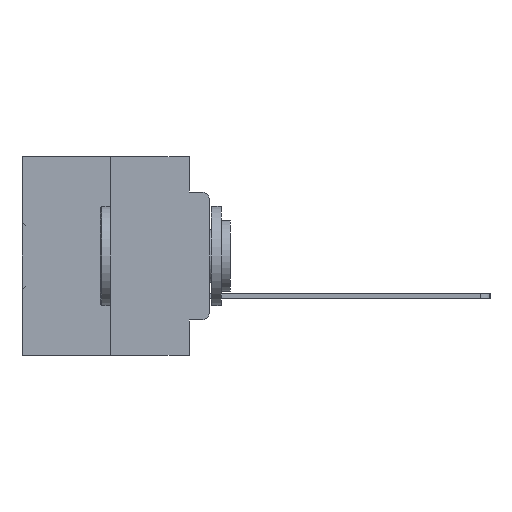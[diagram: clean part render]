
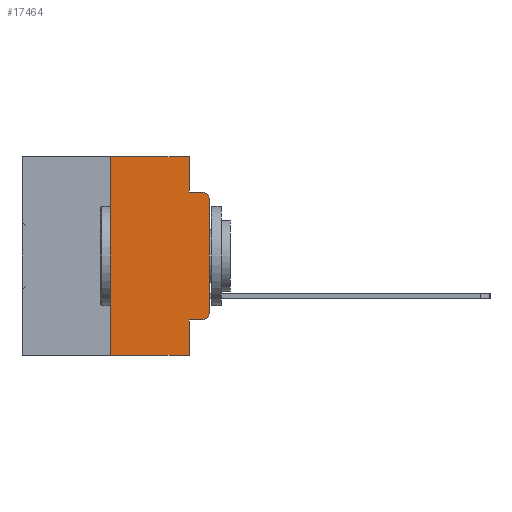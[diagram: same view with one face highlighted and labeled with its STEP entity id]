
A CAD part, left-side view. The second image highlights one B-rep face of the part: STEP entity #17464.
In plain terms, the highlighted planar face has unit normal (-1, 0, 0).
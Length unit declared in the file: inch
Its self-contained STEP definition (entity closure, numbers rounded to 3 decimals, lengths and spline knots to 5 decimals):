
#552 = VECTOR ( 'NONE', #23750, 39.37008 ) ;
#625 = CARTESIAN_POINT ( 'NONE',  ( 0., 0.051, -0.0885 ) ) ;
#909 = VERTEX_POINT ( 'NONE', #12191 ) ;
#1164 = VECTOR ( 'NONE', #24981, 39.37008 ) ;
#1376 = CARTESIAN_POINT ( 'NONE',  ( 0., 0.051, 0. ) ) ;
#1509 = DIRECTION ( 'NONE',  ( 0., 0., -1. ) ) ;
#2008 = VERTEX_POINT ( 'NONE', #19371 ) ;
#2097 = CARTESIAN_POINT ( 'NONE',  ( 0., 0.051, -0.4115 ) ) ;
#2227 = CARTESIAN_POINT ( 'NONE',  ( 0., 0.25, -0.5 ) ) ;
#3575 = EDGE_CURVE ( 'NONE', #5115, #909, #22427, .T. ) ;
#3661 = VERTEX_POINT ( 'NONE', #2227 ) ;
#4899 = ORIENTED_EDGE ( 'NONE', *, *, #13495, .T. ) ;
#5115 = VERTEX_POINT ( 'NONE', #25550 ) ;
#5889 = CARTESIAN_POINT ( 'NONE',  ( 0., 0.051, 0. ) ) ;
#5995 = CARTESIAN_POINT ( 'NONE',  ( 0., 0.051, 0. ) ) ;
#7412 = CARTESIAN_POINT ( 'NONE',  ( 0., 0., 0. ) ) ;
#7495 = DIRECTION ( 'NONE',  ( 1., 0., 0. ) ) ;
#8479 = LINE ( 'NONE', #5889, #1164 ) ;
#8697 = ORIENTED_EDGE ( 'NONE', *, *, #20777, .F. ) ;
#10155 = VERTEX_POINT ( 'NONE', #5995 ) ;
#10188 = CARTESIAN_POINT ( 'NONE',  ( 0., 0.02, -0.0885 ) ) ;
#10539 = DIRECTION ( 'NONE',  ( -1., 0., 0. ) ) ;
#11960 = CARTESIAN_POINT ( 'NONE',  ( 0., 0.473, 0. ) ) ;
#12191 = CARTESIAN_POINT ( 'NONE',  ( 0., 0., -0.1085 ) ) ;
#12656 = ORIENTED_EDGE ( 'NONE', *, *, #17163, .T. ) ;
#13239 = EDGE_LOOP ( 'NONE', ( #34988, #18585, #31698, #35021, #27108, #28819, #23620, #8697, #12656, #4899 ) ) ;
#13425 = VERTEX_POINT ( 'NONE', #10188 ) ;
#13495 = EDGE_CURVE ( 'NONE', #15515, #5115, #22491, .T. ) ;
#14395 = LINE ( 'NONE', #22540, #20762 ) ;
#14827 = AXIS2_PLACEMENT_3D ( 'NONE', #21134, #7495, #26602 ) ;
#15430 = VECTOR ( 'NONE', #23712, 39.37008 ) ;
#15515 = VERTEX_POINT ( 'NONE', #33276 ) ;
#15698 = PLANE ( 'NONE',  #14827 ) ;
#16096 = CARTESIAN_POINT ( 'NONE',  ( 0., 0.02, -0.1085 ) ) ;
#17132 = VERTEX_POINT ( 'NONE', #625 ) ;
#17163 = EDGE_CURVE ( 'NONE', #34018, #15515, #14395, .T. ) ;
#17464 = ADVANCED_FACE ( 'NONE', ( #18633 ), #15698, .F. ) ;
#18042 = VERTEX_POINT ( 'NONE', #18274 ) ;
#18274 = CARTESIAN_POINT ( 'NONE',  ( 0., 0.25, 0. ) ) ;
#18311 = CARTESIAN_POINT ( 'NONE',  ( 0., 0.051, -0.0885 ) ) ;
#18585 = ORIENTED_EDGE ( 'NONE', *, *, #33423, .T. ) ;
#18618 = VECTOR ( 'NONE', #1509, 39.37008 ) ;
#18633 = FACE_OUTER_BOUND ( 'NONE', #13239, .T. ) ;
#18829 = DIRECTION ( 'NONE',  ( 0., 0., -1. ) ) ;
#19371 = CARTESIAN_POINT ( 'NONE',  ( 0., 0.051, -0.5 ) ) ;
#19853 = DIRECTION ( 'NONE',  ( 0., -1., 0. ) ) ;
#20167 = DIRECTION ( 'NONE',  ( 0., -1., 0. ) ) ;
#20654 = CIRCLE ( 'NONE', #31787, 0.02 ) ;
#20762 = VECTOR ( 'NONE', #19853, 39.37008 ) ;
#20777 = EDGE_CURVE ( 'NONE', #34018, #2008, #32950, .T. ) ;
#20987 = DIRECTION ( 'NONE',  ( 0., -1., 0. ) ) ;
#21134 = CARTESIAN_POINT ( 'NONE',  ( 0., 0.473, 0. ) ) ;
#21586 = VECTOR ( 'NONE', #20987, 39.37008 ) ;
#22151 = VECTOR ( 'NONE', #20167, 39.37008 ) ;
#22427 = LINE ( 'NONE', #7412, #552 ) ;
#22491 = CIRCLE ( 'NONE', #31511, 0.02 ) ;
#22540 = CARTESIAN_POINT ( 'NONE',  ( 0., 0.051, -0.4115 ) ) ;
#23620 = ORIENTED_EDGE ( 'NONE', *, *, #32095, .T. ) ;
#23712 = DIRECTION ( 'NONE',  ( 0., -1., 0. ) ) ;
#23750 = DIRECTION ( 'NONE',  ( 0., 0., 1. ) ) ;
#24371 = EDGE_CURVE ( 'NONE', #3661, #18042, #26941, .T. ) ;
#24981 = DIRECTION ( 'NONE',  ( 0., 0., -1. ) ) ;
#25550 = CARTESIAN_POINT ( 'NONE',  ( 0., 0., -0.3915 ) ) ;
#26246 = EDGE_CURVE ( 'NONE', #10155, #17132, #8479, .T. ) ;
#26602 = DIRECTION ( 'NONE',  ( 0., 0., -1. ) ) ;
#26848 = CARTESIAN_POINT ( 'NONE',  ( 0., 0.02, -0.3915 ) ) ;
#26941 = LINE ( 'NONE', #30228, #33221 ) ;
#27108 = ORIENTED_EDGE ( 'NONE', *, *, #30101, .F. ) ;
#27656 = DIRECTION ( 'NONE',  ( 0., 0., 1. ) ) ;
#28819 = ORIENTED_EDGE ( 'NONE', *, *, #24371, .F. ) ;
#28847 = LINE ( 'NONE', #31750, #21586 ) ;
#29400 = LINE ( 'NONE', #11960, #22151 ) ;
#29562 = DIRECTION ( 'NONE',  ( 0., 0., -1. ) ) ;
#29841 = EDGE_CURVE ( 'NONE', #17132, #13425, #30642, .T. ) ;
#30101 = EDGE_CURVE ( 'NONE', #18042, #10155, #29400, .T. ) ;
#30228 = CARTESIAN_POINT ( 'NONE',  ( 0., 0.25, 0. ) ) ;
#30642 = LINE ( 'NONE', #18311, #15430 ) ;
#31511 = AXIS2_PLACEMENT_3D ( 'NONE', #26848, #10539, #29562 ) ;
#31698 = ORIENTED_EDGE ( 'NONE', *, *, #29841, .F. ) ;
#31750 = CARTESIAN_POINT ( 'NONE',  ( 0., 0.473, -0.5 ) ) ;
#31787 = AXIS2_PLACEMENT_3D ( 'NONE', #16096, #34952, #18829 ) ;
#32095 = EDGE_CURVE ( 'NONE', #3661, #2008, #28847, .T. ) ;
#32950 = LINE ( 'NONE', #1376, #18618 ) ;
#33221 = VECTOR ( 'NONE', #27656, 39.37008 ) ;
#33276 = CARTESIAN_POINT ( 'NONE',  ( 0., 0.02, -0.4115 ) ) ;
#33423 = EDGE_CURVE ( 'NONE', #909, #13425, #20654, .T. ) ;
#34018 = VERTEX_POINT ( 'NONE', #2097 ) ;
#34952 = DIRECTION ( 'NONE',  ( -1., 0., 0. ) ) ;
#34988 = ORIENTED_EDGE ( 'NONE', *, *, #3575, .T. ) ;
#35021 = ORIENTED_EDGE ( 'NONE', *, *, #26246, .F. ) ;
